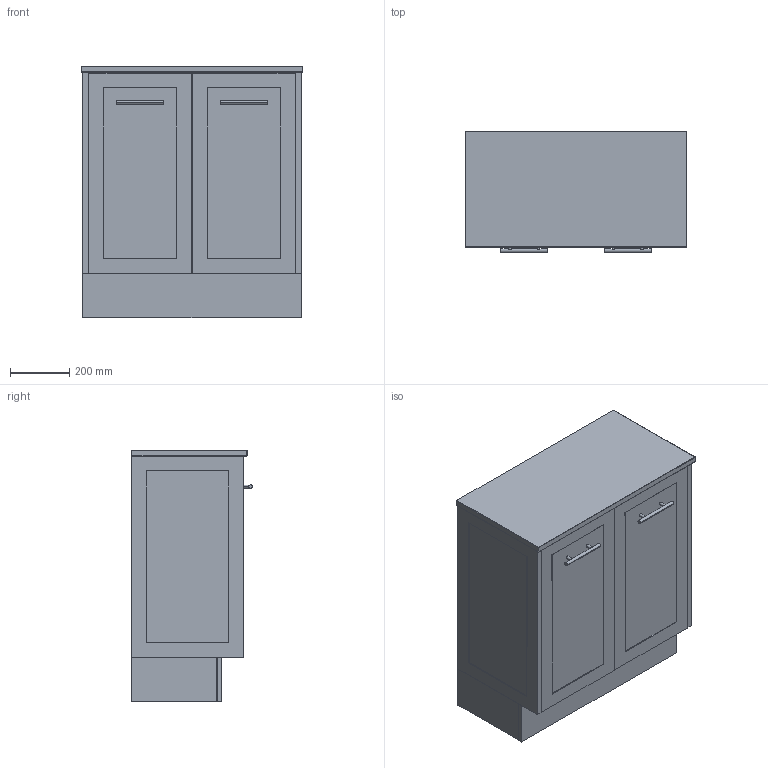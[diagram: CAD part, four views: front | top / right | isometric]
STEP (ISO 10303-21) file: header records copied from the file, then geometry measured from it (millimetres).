
FILE_DESCRIPTION(/* description */ (''),/* implementation_level */ '2;1');
FILE_NAME(/* name */ 'Kado Lux Ensuite All-Door FM 750 (20MM)',/* time_stamp */ '2025-07-09T14:57:54+10:00',/* author */ (''),/* organization */ (''),/* preprocessor_version */ 'ST-DEVELOPER v16.5',/* originating_system */ '',/* authorisation */ '');
FILE_SCHEMA (('AUTOMOTIVE_DESIGN'));
Length unit declared in the file: millimetre
Products named in the file (10): Document; Kado Lux Ensuite All-Door FM 750 (20MM); Kado Lux Ensuite All-Door Floor Mount17; Kado Lux Ensuite All-Door FM ALL15; Kado Lux Ensuite All-Door FM 750 Carcass14; Cross Bar Handle 96456789101112; Kado Lux Ensuite All-Door FM 750 Carcass2; Lux Benchtop Ensuite (20MM)16; 750 Lux Benchtop Ensuite (20MM)13; 750 Lux Benchtop Ensuite (20MM)
Assembly tree (10 placements, depth 6):
  Document
    Kado Lux Ensuite All-Door FM 750 (20MM)
      Kado Lux Ensuite All-Door Floor Mount17
        Kado Lux Ensuite All-Door FM ALL15
          Kado Lux Ensuite All-Door FM 750 Carcass14
            Cross Bar Handle 96456789101112  x2
            Kado Lux Ensuite All-Door FM 750 Carcass2
      Lux Benchtop Ensuite (20MM)16
        750 Lux Benchtop Ensuite (20MM)13
          750 Lux Benchtop Ensuite (20MM)
Bounding box: 750 x 408 x 850 mm (x, y, z)
Volume: 67421347.5 mm3; surface area: 5390401.9 mm2
Topology: 12 solids, 12 shells, 122 faces, 254 edges, 156 vertices
Faces by surface type: plane 88, cylinder 22, bspline 12
Entity records: 3176 total; most frequent: CARTESIAN_POINT 1167, ORIENTED_EDGE 444, EDGE_CURVE 222, B_SPLINE_CURVE_WITH_KNOTS 194, DIRECTION 146, VERTEX_POINT 140, AXIS2_PLACEMENT_3D 123, EDGE_LOOP 112
